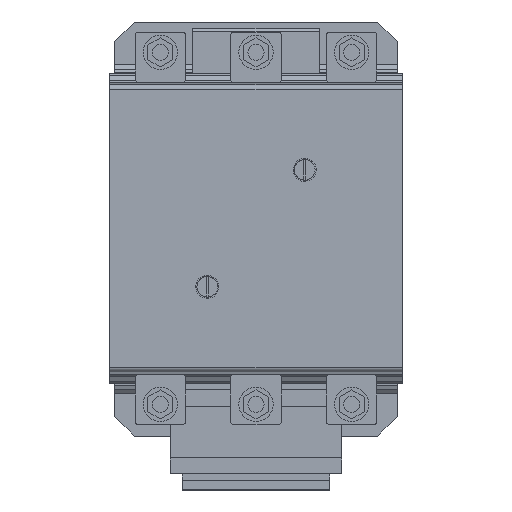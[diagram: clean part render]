
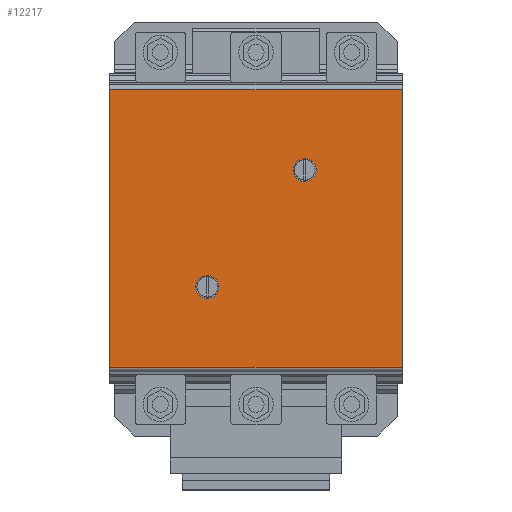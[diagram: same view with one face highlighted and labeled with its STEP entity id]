
A CAD part, top view. The second image highlights one B-rep face of the part: STEP entity #12217.
In plain terms, the highlighted planar face has unit normal (0, 0, 1).
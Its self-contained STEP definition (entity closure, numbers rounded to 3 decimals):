
#11389=CARTESIAN_POINT('',(96.261,23.275,214.722));
#11390=VERTEX_POINT('',#11389);
#11399=CARTESIAN_POINT('',(102.392,28.595,214.722));
#11400=VERTEX_POINT('',#11399);
#11401=CARTESIAN_POINT('',(96.666,29.,214.722));
#11402=DIRECTION('',(0.0,0.0,-1.0));
#11403=DIRECTION('',(-0.071,-0.998,0.0));
#11404=AXIS2_PLACEMENT_3D('',#11401,#11402,#11403);
#11405=CIRCLE('',#11404,5.74);
#11406=EDGE_CURVE('',#11400,#11390,#11405,.T.);
#11408=CARTESIAN_POINT('',(97.071,34.726,214.722));
#11409=VERTEX_POINT('',#11408);
#11410=CARTESIAN_POINT('',(96.666,29.,214.722));
#11411=DIRECTION('',(0.0,0.0,-1.0));
#11412=DIRECTION('',(-0.071,-0.998,0.0));
#11413=AXIS2_PLACEMENT_3D('',#11410,#11411,#11412);
#11414=CIRCLE('',#11413,5.74);
#11415=EDGE_CURVE('',#11409,#11400,#11414,.T.);
#11534=CARTESIAN_POINT('',(47.928,-34.724,214.722));
#11535=VERTEX_POINT('',#11534);
#11544=CARTESIAN_POINT('',(54.058,-29.404,214.722));
#11545=VERTEX_POINT('',#11544);
#11546=CARTESIAN_POINT('',(48.333,-28.999,214.722));
#11547=DIRECTION('',(0.0,0.0,-1.0));
#11548=DIRECTION('',(-0.071,-0.998,0.0));
#11549=AXIS2_PLACEMENT_3D('',#11546,#11547,#11548);
#11550=CIRCLE('',#11549,5.739);
#11551=EDGE_CURVE('',#11545,#11535,#11550,.T.);
#11553=CARTESIAN_POINT('',(48.738,-23.274,214.722));
#11554=VERTEX_POINT('',#11553);
#11555=CARTESIAN_POINT('',(48.333,-28.999,214.722));
#11556=DIRECTION('',(0.0,0.0,-1.0));
#11557=DIRECTION('',(-0.071,-0.998,0.0));
#11558=AXIS2_PLACEMENT_3D('',#11555,#11556,#11557);
#11559=CIRCLE('',#11558,5.739);
#11560=EDGE_CURVE('',#11554,#11545,#11559,.T.);
#11603=CARTESIAN_POINT('',(48.333,-28.999,214.722));
#11604=DIRECTION('',(0.0,0.0,-1.0));
#11605=DIRECTION('',(-0.071,-0.998,0.0));
#11606=AXIS2_PLACEMENT_3D('',#11603,#11604,#11605);
#11607=CIRCLE('',#11606,5.739);
#11608=EDGE_CURVE('',#11535,#11554,#11607,.T.);
#11779=CARTESIAN_POINT('',(96.666,29.,214.722));
#11780=DIRECTION('',(0.0,0.0,-1.0));
#11781=DIRECTION('',(-0.071,-0.998,0.0));
#11782=AXIS2_PLACEMENT_3D('',#11779,#11780,#11781);
#11783=CIRCLE('',#11782,5.74);
#11784=EDGE_CURVE('',#11390,#11409,#11783,.T.);
#11955=CARTESIAN_POINT('',(145.0,68.849,214.722));
#11956=VERTEX_POINT('',#11955);
#11957=CARTESIAN_POINT('',(145.0,-68.848,214.722));
#11958=VERTEX_POINT('',#11957);
#11959=CARTESIAN_POINT('',(145.0,68.849,214.722));
#11960=DIRECTION('',(0.0,-1.0,0.0));
#11961=VECTOR('',#11960,137.697);
#11962=LINE('',#11959,#11961);
#11963=EDGE_CURVE('',#11956,#11958,#11962,.T.);
#12165=CARTESIAN_POINT('',(0.0,-68.848,214.722));
#12166=VERTEX_POINT('',#12165);
#12167=CARTESIAN_POINT('',(145.0,-68.848,214.722));
#12168=DIRECTION('',(-1.0,0.0,0.0));
#12169=VECTOR('',#12168,145.0);
#12170=LINE('',#12167,#12169);
#12171=EDGE_CURVE('',#11958,#12166,#12170,.T.);
#12184=CARTESIAN_POINT('',(181.25,68.849,214.722));
#12185=DIRECTION('',(0.0,0.0,1.0));
#12186=DIRECTION('',(1.0,0.0,0.0));
#12187=AXIS2_PLACEMENT_3D('',#12184,#12185,#12186);
#12188=PLANE('',#12187);
#12189=ORIENTED_EDGE('',*,*,#11963,.F.);
#12190=CARTESIAN_POINT('',(0.0,68.849,214.722));
#12191=VERTEX_POINT('',#12190);
#12192=CARTESIAN_POINT('',(145.0,68.849,214.722));
#12193=DIRECTION('',(-1.0,0.0,0.0));
#12194=VECTOR('',#12193,145.0);
#12195=LINE('',#12192,#12194);
#12196=EDGE_CURVE('',#11956,#12191,#12195,.T.);
#12197=ORIENTED_EDGE('',*,*,#12196,.T.);
#12198=CARTESIAN_POINT('',(0.0,68.849,214.722));
#12199=DIRECTION('',(0.0,-1.0,0.0));
#12200=VECTOR('',#12199,137.697);
#12201=LINE('',#12198,#12200);
#12202=EDGE_CURVE('',#12191,#12166,#12201,.T.);
#12203=ORIENTED_EDGE('',*,*,#12202,.T.);
#12204=ORIENTED_EDGE('',*,*,#12171,.F.);
#12205=EDGE_LOOP('',(#12189,#12197,#12203,#12204));
#12206=FACE_OUTER_BOUND('',#12205,.T.);
#12207=ORIENTED_EDGE('',*,*,#11551,.T.);
#12208=ORIENTED_EDGE('',*,*,#11608,.T.);
#12209=ORIENTED_EDGE('',*,*,#11560,.T.);
#12210=EDGE_LOOP('',(#12207,#12208,#12209));
#12211=FACE_BOUND('',#12210,.T.);
#12212=ORIENTED_EDGE('',*,*,#11406,.T.);
#12213=ORIENTED_EDGE('',*,*,#11784,.T.);
#12214=ORIENTED_EDGE('',*,*,#11415,.T.);
#12215=EDGE_LOOP('',(#12212,#12213,#12214));
#12216=FACE_BOUND('',#12215,.T.);
#12217=ADVANCED_FACE('',(#12206,#12211,#12216),#12188,.T.);
